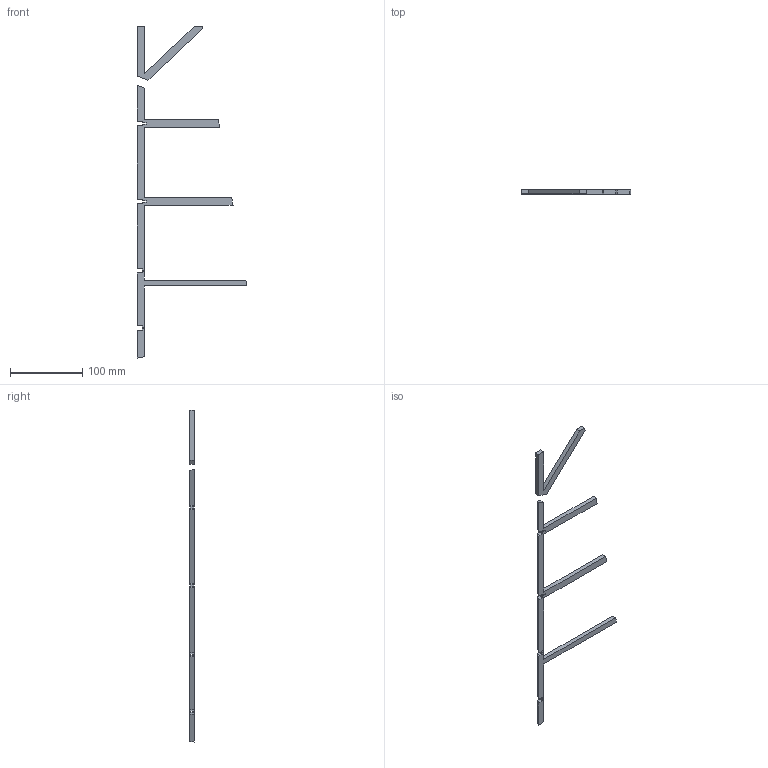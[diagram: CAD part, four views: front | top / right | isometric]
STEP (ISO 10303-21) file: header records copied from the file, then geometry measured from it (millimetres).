
FILE_DESCRIPTION(('CATIA V5 STEP','CAx-IF Rec.Pracs.--- Model Styling and Organization---1.5--- 2016-08-15','CAx-IF Rec.Pracs.---Supplemental Geometry---1.0---2011-11-01','CAx-IF Rec.Pracs.--- Composite Materials ---3.4---2017-06-13','CAx-IF Rec.Pracs.---External References---2.1---2005-01-19','CAx-IF Rec.Pracs.---Tessellated 3D Geometry---1.0---2015-12-17'),'2;1');
FILE_NAME('Symmetry of ER7_Padding_Balsa_10x6mm.stp','2023-07-13T22:59:01+00:00',('none'),('none'),'CATIA Version 5-6 Release 2020 SP6','CATIA V5 STEP AP242 v2','none');
FILE_SCHEMA(('AP242_MANAGED_MODEL_BASED_3D_ENGINEERING_MIM_LF {1 0 10303 442 1 1 4}'));
Length unit declared in the file: millimetre
Products named in the file (1): Symmetry of ER7_Padding_Balsa_10x6mm
Bounding box: 152.05 x 6 x 459.71 mm (x, y, z)
Volume: 48480.6 mm3; surface area: 28162.6 mm2
Topology: 4 solids, 4 shells, 64 faces, 168 edges, 112 vertices
Faces by surface type: plane 64
Entity records: 1830 total; most frequent: ORIENTED_EDGE 336, CARTESIAN_POINT 321, DIRECTION 248, VECTOR 168, LINE 168, EDGE_CURVE 168, VERTEX_POINT 112, EDGE_LOOP 64
